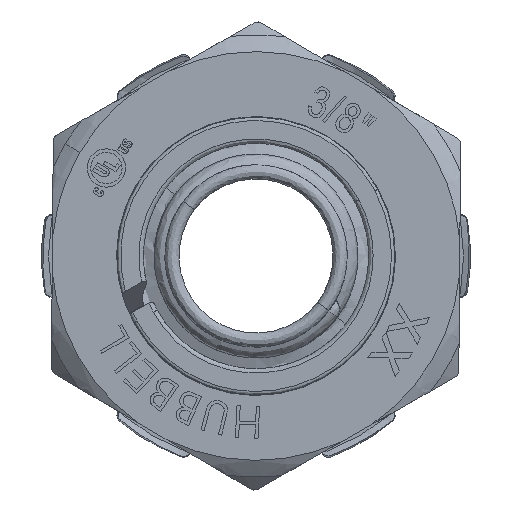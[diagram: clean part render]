
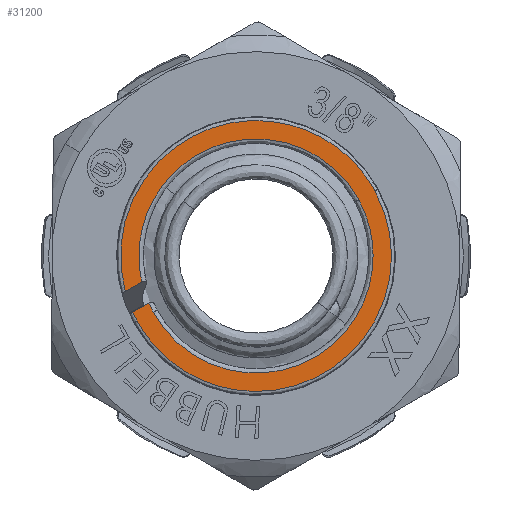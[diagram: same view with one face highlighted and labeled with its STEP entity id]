
A CAD part, left-side view. The second image highlights one B-rep face of the part: STEP entity #31200.
In plain terms, the highlighted planar face has unit normal (-1, 0, 0).
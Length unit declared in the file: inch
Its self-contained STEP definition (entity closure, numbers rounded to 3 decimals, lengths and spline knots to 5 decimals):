
#2572 = CARTESIAN_POINT ( 'NONE',  ( -0.0945, -0.02606, 0.35257 ) ) ;
#3555 = DIRECTION ( 'NONE',  ( 0., 0., 1. ) ) ;
#4019 = ORIENTED_EDGE ( 'NONE', *, *, #40990, .F. ) ;
#5283 = VERTEX_POINT ( 'NONE', #40245 ) ;
#8482 = ORIENTED_EDGE ( 'NONE', *, *, #38843, .F. ) ;
#8788 = DIRECTION ( 'NONE',  ( 0., 0., -1. ) ) ;
#9485 = EDGE_CURVE ( 'NONE', #34458, #34247, #50834, .T. ) ;
#10114 = CARTESIAN_POINT ( 'NONE',  ( -0.0945, 0.611, -0.3055 ) ) ;
#12360 = CARTESIAN_POINT ( 'NONE',  ( -0.0945, -0.02606, 0. ) ) ;
#12593 = EDGE_CURVE ( 'NONE', #47471, #27336, #12961, .T. ) ;
#12669 = CARTESIAN_POINT ( 'NONE',  ( -0.0945, -0.01739, 0.30513 ) ) ;
#12961 = LINE ( 'NONE', #52073, #42964 ) ;
#13620 = CARTESIAN_POINT ( 'NONE',  ( -0.0945, -0.63492, 0.21024 ) ) ;
#13967 = ORIENTED_EDGE ( 'NONE', *, *, #48953, .F. ) ;
#14398 =( BOUNDED_CURVE ( )  B_SPLINE_CURVE ( 3, ( #20333, #12669, #56205, #29685 ),
 .UNSPECIFIED., .F., .F. ) 
 B_SPLINE_CURVE_WITH_KNOTS ( ( 4, 4 ),
 ( 0., 1. ),
 .UNSPECIFIED. ) 
 CURVE ( )  GEOMETRIC_REPRESENTATION_ITEM ( )  RATIONAL_B_SPLINE_CURVE ( ( 1., 0.999, 0.999, 1. ) ) 
 REPRESENTATION_ITEM ( '' )  );
#14608 = CARTESIAN_POINT ( 'NONE',  ( -0.0945, -0.54005, 0.16488 ) ) ;
#14622 = CARTESIAN_POINT ( 'NONE',  ( -0.0945, 0., 0.35353 ) ) ;
#14778 = CARTESIAN_POINT ( 'NONE',  ( -0.0945, 0.70705, 0.35353 ) ) ;
#14867 =( BOUNDED_CURVE ( )  B_SPLINE_CURVE ( 3, ( #15342, #49889, #14778, #23547 ),
 .UNSPECIFIED., .F., .F. ) 
 B_SPLINE_CURVE_WITH_KNOTS ( ( 4, 4 ),
 ( 0., 1. ),
 .UNSPECIFIED. ) 
 CURVE ( )  GEOMETRIC_REPRESENTATION_ITEM ( )  RATIONAL_B_SPLINE_CURVE ( ( 1., 0.333, 0.333, 1. ) ) 
 REPRESENTATION_ITEM ( '' )  );
#15342 = CARTESIAN_POINT ( 'NONE',  ( -0.0945, 0., -0.35353 ) ) ;
#16053 = AXIS2_PLACEMENT_3D ( 'NONE', #35321, #31089, #8788 ) ;
#17817 = CARTESIAN_POINT ( 'NONE',  ( -0.0945, -0.08306, 0.34363 ) ) ;
#18447 = ORIENTED_EDGE ( 'NONE', *, *, #24915, .F. ) ;
#20333 = CARTESIAN_POINT ( 'NONE',  ( -0.0945, -0.02606, 0.30439 ) ) ;
#21962 = PLANE ( 'NONE',  #16053 ) ;
#22574 = CARTESIAN_POINT ( 'NONE',  ( -0.0945, 0., -0.35353 ) ) ;
#23064 = VERTEX_POINT ( 'NONE', #32841 ) ;
#23478 = VERTEX_POINT ( 'NONE', #48510 ) ;
#23547 = CARTESIAN_POINT ( 'NONE',  ( -0.0945, 0., 0.35353 ) ) ;
#23571 = CARTESIAN_POINT ( 'NONE',  ( -0.0945, -0.08306, 0.29399 ) ) ;
#24025 = CARTESIAN_POINT ( 'NONE',  ( -0.0945, -0.01739, 0.35321 ) ) ;
#24915 = EDGE_CURVE ( 'NONE', #23064, #34458, #14867, .T. ) ;
#26218 = CARTESIAN_POINT ( 'NONE',  ( -0.0945, -0.56775, -0.35353 ) ) ;
#26226 = VERTEX_POINT ( 'NONE', #34561 ) ;
#27336 = VERTEX_POINT ( 'NONE', #51458 ) ;
#28058 = CARTESIAN_POINT ( 'NONE',  ( -0.0945, 0., 0.3055 ) ) ;
#28648 = ORIENTED_EDGE ( 'NONE', *, *, #12593, .F. ) ;
#28768 = CARTESIAN_POINT ( 'NONE',  ( -0.0945, 0., 0.35353 ) ) ;
#29685 = CARTESIAN_POINT ( 'NONE',  ( -0.0945, 0., 0.3055 ) ) ;
#31089 = DIRECTION ( 'NONE',  ( 1., 0., 0. ) ) ;
#31200 = ADVANCED_FACE ( 'NONE', ( #44672 ), #21962, .F. ) ;
#32055 = CARTESIAN_POINT ( 'NONE',  ( -0.0945, -0.08306, 0.29399 ) ) ;
#32118 = CARTESIAN_POINT ( 'NONE',  ( -0.0945, 0., -0.3055 ) ) ;
#32736 = CARTESIAN_POINT ( 'NONE',  ( -0.0945, -0.0087, 0.35353 ) ) ;
#32841 = CARTESIAN_POINT ( 'NONE',  ( -0.0945, 0., -0.35353 ) ) ;
#34247 = VERTEX_POINT ( 'NONE', #42316 ) ;
#34290 = EDGE_CURVE ( 'NONE', #34247, #23478, #51117, .T. ) ;
#34458 = VERTEX_POINT ( 'NONE', #14622 ) ;
#34561 = CARTESIAN_POINT ( 'NONE',  ( -0.0945, 0., 0.3055 ) ) ;
#35321 = CARTESIAN_POINT ( 'NONE',  ( -0.0945, 0.3055, 0. ) ) ;
#36088 = CARTESIAN_POINT ( 'NONE',  ( -0.0945, 0., -0.3055 ) ) ;
#36280 = CARTESIAN_POINT ( 'NONE',  ( -0.0945, 0.611, 0.3055 ) ) ;
#36547 = CARTESIAN_POINT ( 'NONE',  ( -0.0945, -0.47488, -0.3055 ) ) ;
#36713 = EDGE_LOOP ( 'NONE', ( #46932, #37497, #18447, #37955, #28648, #13967, #8482, #4019 ) ) ;
#37497 = ORIENTED_EDGE ( 'NONE', *, *, #9485, .F. ) ;
#37955 = ORIENTED_EDGE ( 'NONE', *, *, #40256, .F. ) ;
#38843 = EDGE_CURVE ( 'NONE', #26226, #5283, #42753, .T. ) ;
#40245 = CARTESIAN_POINT ( 'NONE',  ( -0.0945, 0., -0.3055 ) ) ;
#40256 = EDGE_CURVE ( 'NONE', #27336, #23064, #42357, .T. ) ;
#40816 = VECTOR ( 'NONE', #51697, 39.37008 ) ;
#40990 = EDGE_CURVE ( 'NONE', #23478, #26226, #14398, .T. ) ;
#42316 = CARTESIAN_POINT ( 'NONE',  ( -0.0945, -0.02606, 0.35257 ) ) ;
#42357 =( BOUNDED_CURVE ( )  B_SPLINE_CURVE ( 3, ( #17817, #13620, #26218, #22574 ),
 .UNSPECIFIED., .F., .F. ) 
 B_SPLINE_CURVE_WITH_KNOTS ( ( 4, 4 ),
 ( 0., 1. ),
 .UNSPECIFIED. ) 
 CURVE ( )  GEOMETRIC_REPRESENTATION_ITEM ( )  RATIONAL_B_SPLINE_CURVE ( ( 1., 0.412, 0.412, 1. ) ) 
 REPRESENTATION_ITEM ( '' )  );
#42753 =( BOUNDED_CURVE ( )  B_SPLINE_CURVE ( 3, ( #28058, #36280, #10114, #36088 ),
 .UNSPECIFIED., .F., .F. ) 
 B_SPLINE_CURVE_WITH_KNOTS ( ( 4, 4 ),
 ( 0., 1. ),
 .UNSPECIFIED. ) 
 CURVE ( )  GEOMETRIC_REPRESENTATION_ITEM ( )  RATIONAL_B_SPLINE_CURVE ( ( 1., 0.333, 0.333, 1. ) ) 
 REPRESENTATION_ITEM ( '' )  );
#42964 = VECTOR ( 'NONE', #3555, 39.37008 ) ;
#44672 = FACE_OUTER_BOUND ( 'NONE', #36713, .T. ) ;
#46932 = ORIENTED_EDGE ( 'NONE', *, *, #34290, .F. ) ;
#47471 = VERTEX_POINT ( 'NONE', #32055 ) ;
#48510 = CARTESIAN_POINT ( 'NONE',  ( -0.0945, -0.02606, 0.30439 ) ) ;
#48953 = EDGE_CURVE ( 'NONE', #5283, #47471, #50485, .T. ) ;
#49889 = CARTESIAN_POINT ( 'NONE',  ( -0.0945, 0.70705, -0.35353 ) ) ;
#50485 =( BOUNDED_CURVE ( )  B_SPLINE_CURVE ( 3, ( #32118, #36547, #14608, #23571 ),
 .UNSPECIFIED., .F., .F. ) 
 B_SPLINE_CURVE_WITH_KNOTS ( ( 4, 4 ),
 ( 0., 1. ),
 .UNSPECIFIED. ) 
 CURVE ( )  GEOMETRIC_REPRESENTATION_ITEM ( )  RATIONAL_B_SPLINE_CURVE ( ( 1., 0.425, 0.425, 1. ) ) 
 REPRESENTATION_ITEM ( '' )  );
#50834 =( BOUNDED_CURVE ( )  B_SPLINE_CURVE ( 3, ( #28768, #32736, #24025, #2572 ),
 .UNSPECIFIED., .F., .F. ) 
 B_SPLINE_CURVE_WITH_KNOTS ( ( 4, 4 ),
 ( 0., 1. ),
 .UNSPECIFIED. ) 
 CURVE ( )  GEOMETRIC_REPRESENTATION_ITEM ( )  RATIONAL_B_SPLINE_CURVE ( ( 1., 1., 1., 1. ) ) 
 REPRESENTATION_ITEM ( '' )  );
#51117 = LINE ( 'NONE', #12360, #40816 ) ;
#51458 = CARTESIAN_POINT ( 'NONE',  ( -0.0945, -0.08306, 0.34363 ) ) ;
#51697 = DIRECTION ( 'NONE',  ( 0., 0., -1. ) ) ;
#52073 = CARTESIAN_POINT ( 'NONE',  ( -0.0945, -0.08306, 0. ) ) ;
#56205 = CARTESIAN_POINT ( 'NONE',  ( -0.0945, -0.0087, 0.3055 ) ) ;
